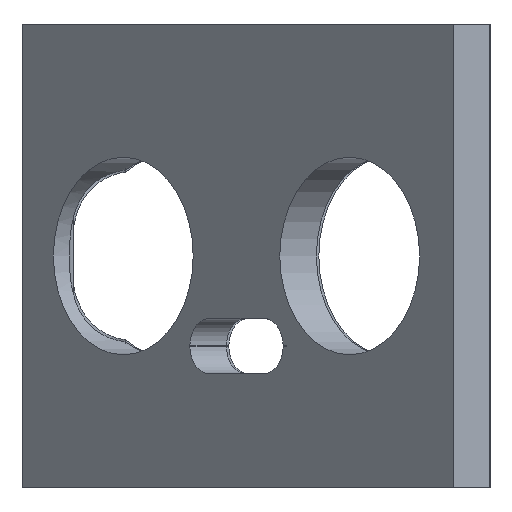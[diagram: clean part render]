
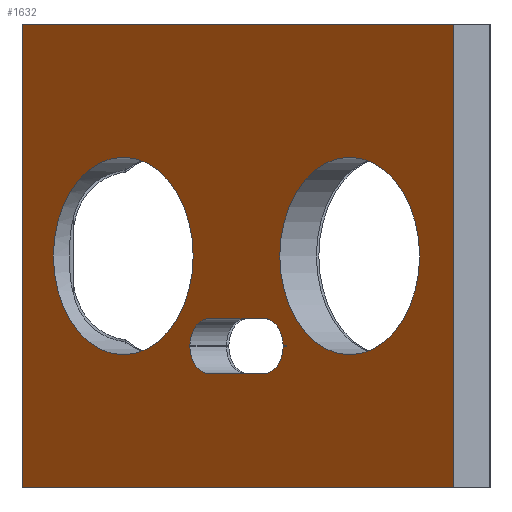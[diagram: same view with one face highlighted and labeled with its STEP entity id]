
A CAD part, front view. The second image highlights one B-rep face of the part: STEP entity #1632.
In plain terms, the highlighted planar face has unit normal (-0.707, -0.707, 0).
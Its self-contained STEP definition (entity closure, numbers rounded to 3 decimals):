
#57=FACE_BOUND('',#416,.T.);
#58=FACE_BOUND('',#417,.T.);
#59=FACE_BOUND('',#418,.T.);
#143=CIRCLE('',#1807,8.1);
#145=CIRCLE('',#1810,8.1);
#151=CIRCLE('',#1821,2.2);
#152=CIRCLE('',#1822,2.2);
#153=CIRCLE('',#1823,2.2);
#154=CIRCLE('',#1824,2.2);
#285=FACE_OUTER_BOUND('',#415,.T.);
#415=EDGE_LOOP('',(#1394,#1395,#1396,#1397));
#416=EDGE_LOOP('',(#1398));
#417=EDGE_LOOP('',(#1399));
#418=EDGE_LOOP('',(#1400,#1401,#1402,#1403,#1404,#1405,#1406,#1407));
#473=LINE('',#2447,#596);
#488=LINE('',#2519,#611);
#504=LINE('',#2639,#627);
#536=LINE('',#2787,#659);
#537=LINE('',#2790,#660);
#538=LINE('',#2794,#661);
#539=LINE('',#2798,#662);
#540=LINE('',#2802,#663);
#596=VECTOR('',#1933,10.);
#611=VECTOR('',#2004,10.);
#627=VECTOR('',#2066,10.);
#659=VECTOR('',#2258,10.);
#660=VECTOR('',#2259,10.);
#661=VECTOR('',#2262,10.);
#662=VECTOR('',#2265,10.);
#663=VECTOR('',#2268,10.);
#724=VERTEX_POINT('',#2445);
#725=VERTEX_POINT('',#2446);
#754=VERTEX_POINT('',#2518);
#773=VERTEX_POINT('',#2638);
#803=VERTEX_POINT('',#2760);
#805=VERTEX_POINT('',#2766);
#810=VERTEX_POINT('',#2788);
#811=VERTEX_POINT('',#2789);
#812=VERTEX_POINT('',#2791);
#813=VERTEX_POINT('',#2793);
#814=VERTEX_POINT('',#2795);
#815=VERTEX_POINT('',#2797);
#816=VERTEX_POINT('',#2799);
#817=VERTEX_POINT('',#2801);
#882=EDGE_CURVE('',#724,#725,#473,.T.);
#919=EDGE_CURVE('',#724,#754,#488,.T.);
#951=EDGE_CURVE('',#773,#754,#504,.T.);
#1004=EDGE_CURVE('',#803,#803,#143,.T.);
#1007=EDGE_CURVE('',#805,#805,#145,.T.);
#1018=EDGE_CURVE('',#773,#725,#536,.T.);
#1019=EDGE_CURVE('',#810,#811,#537,.T.);
#1020=EDGE_CURVE('',#811,#812,#151,.T.);
#1021=EDGE_CURVE('',#812,#813,#538,.T.);
#1022=EDGE_CURVE('',#813,#814,#152,.T.);
#1023=EDGE_CURVE('',#814,#815,#539,.T.);
#1024=EDGE_CURVE('',#815,#816,#153,.T.);
#1025=EDGE_CURVE('',#816,#817,#540,.T.);
#1026=EDGE_CURVE('',#817,#810,#154,.T.);
#1394=ORIENTED_EDGE('',*,*,#1018,.T.);
#1395=ORIENTED_EDGE('',*,*,#882,.F.);
#1396=ORIENTED_EDGE('',*,*,#919,.T.);
#1397=ORIENTED_EDGE('',*,*,#951,.F.);
#1398=ORIENTED_EDGE('',*,*,#1004,.T.);
#1399=ORIENTED_EDGE('',*,*,#1007,.T.);
#1400=ORIENTED_EDGE('',*,*,#1019,.T.);
#1401=ORIENTED_EDGE('',*,*,#1020,.T.);
#1402=ORIENTED_EDGE('',*,*,#1021,.T.);
#1403=ORIENTED_EDGE('',*,*,#1022,.T.);
#1404=ORIENTED_EDGE('',*,*,#1023,.T.);
#1405=ORIENTED_EDGE('',*,*,#1024,.T.);
#1406=ORIENTED_EDGE('',*,*,#1025,.T.);
#1407=ORIENTED_EDGE('',*,*,#1026,.T.);
#1549=PLANE('',#1820);
#1632=ADVANCED_FACE('',(#285,#57,#58,#59),#1549,.T.);
#1807=AXIS2_PLACEMENT_3D('',#2761,#2224,#2225);
#1810=AXIS2_PLACEMENT_3D('',#2767,#2231,#2232);
#1820=AXIS2_PLACEMENT_3D('',#2786,#2256,#2257);
#1821=AXIS2_PLACEMENT_3D('',#2792,#2260,#2261);
#1822=AXIS2_PLACEMENT_3D('',#2796,#2263,#2264);
#1823=AXIS2_PLACEMENT_3D('',#2800,#2266,#2267);
#1824=AXIS2_PLACEMENT_3D('',#2803,#2269,#2270);
#1933=DIRECTION('',(-0.707,0.707,0.));
#2004=DIRECTION('',(0.,0.,1.));
#2066=DIRECTION('',(0.707,-0.707,0.));
#2224=DIRECTION('center_axis',(0.707,0.707,0.));
#2225=DIRECTION('ref_axis',(0.707,-0.707,0.));
#2231=DIRECTION('center_axis',(0.707,0.707,0.));
#2232=DIRECTION('ref_axis',(0.707,-0.707,0.));
#2256=DIRECTION('center_axis',(-0.707,-0.707,0.));
#2257=DIRECTION('ref_axis',(-0.707,0.707,0.));
#2258=DIRECTION('',(0.,0.,-1.));
#2259=DIRECTION('',(0.,0.,-1.));
#2260=DIRECTION('center_axis',(0.707,0.707,0.));
#2261=DIRECTION('ref_axis',(0.,0.,
-1.));
#2262=DIRECTION('',(-0.707,0.707,0.));
#2263=DIRECTION('center_axis',(0.707,0.707,0.));
#2264=DIRECTION('ref_axis',(-0.707,0.707,0.));
#2265=DIRECTION('',(0.,0.,1.));
#2266=DIRECTION('center_axis',(0.707,0.707,0.));
#2267=DIRECTION('ref_axis',(0.,0.,
1.));
#2268=DIRECTION('',(0.707,-0.707,0.));
#2269=DIRECTION('center_axis',(0.707,0.707,0.));
#2270=DIRECTION('ref_axis',(0.707,-0.707,0.));
#2445=CARTESIAN_POINT('',(-99.295,-35.355,8.));
#2446=CARTESIAN_POINT('',(-134.65,0.,8.));
#2447=CARTESIAN_POINT('',(-134.65,0.,8.));
#2518=CARTESIAN_POINT('',(-99.295,-35.355,46.));
#2519=CARTESIAN_POINT('',(-99.295,-35.355,16.));
#2638=CARTESIAN_POINT('',(-134.65,0.,46.));
#2639=CARTESIAN_POINT('',(-134.65,0.,46.));
#2760=CARTESIAN_POINT('',(-113.522,-21.128,27.));
#2761=CARTESIAN_POINT('Origin',(-107.794,-26.856,27.));
#2766=CARTESIAN_POINT('',(-132.077,-2.573,27.));
#2767=CARTESIAN_POINT('Origin',(-126.349,-8.301,27.));
#2786=CARTESIAN_POINT('Origin',(-99.295,-35.355,16.));
#2787=CARTESIAN_POINT('',(-134.65,0.,16.));
#2788=CARTESIAN_POINT('',(-113.253,-21.397,19.664));
#2789=CARTESIAN_POINT('',(-113.253,-21.397,19.564));
#2790=CARTESIAN_POINT('',(-113.253,-21.397,17.782));
#2791=CARTESIAN_POINT('',(-114.809,-19.841,17.364));
#2792=CARTESIAN_POINT('Origin',(-114.809,-19.841,19.564));
#2793=CARTESIAN_POINT('',(-119.334,-15.316,17.364));
#2794=CARTESIAN_POINT('',(-109.315,-25.335,17.364));
#2795=CARTESIAN_POINT('',(-120.89,-13.76,19.564));
#2796=CARTESIAN_POINT('Origin',(-119.334,-15.316,19.564));
#2797=CARTESIAN_POINT('',(-120.89,-13.76,19.664));
#2798=CARTESIAN_POINT('',(-120.89,-13.76,17.832));
#2799=CARTESIAN_POINT('',(-119.334,-15.316,21.864));
#2800=CARTESIAN_POINT('Origin',(-119.334,-15.316,19.664));
#2801=CARTESIAN_POINT('',(-114.809,-19.841,21.864));
#2802=CARTESIAN_POINT('',(-107.052,-27.598,21.864));
#2803=CARTESIAN_POINT('Origin',(-114.809,-19.841,19.664));
